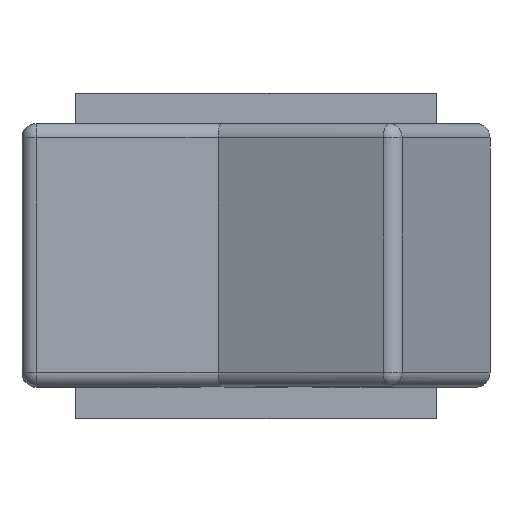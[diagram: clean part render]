
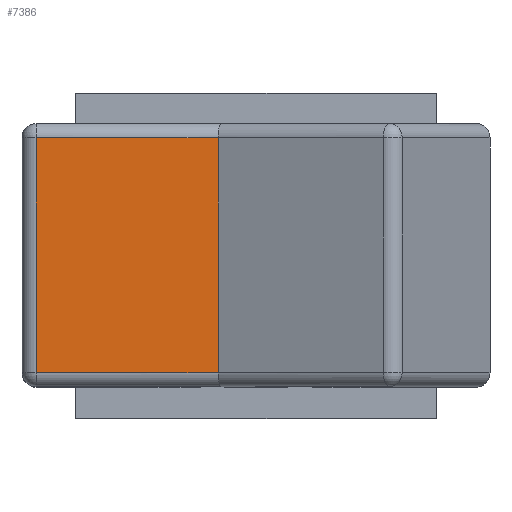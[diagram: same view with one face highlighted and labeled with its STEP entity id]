
A CAD part, top view. The second image highlights one B-rep face of the part: STEP entity #7386.
In plain terms, the highlighted planar face has unit normal (0, 0, 1).
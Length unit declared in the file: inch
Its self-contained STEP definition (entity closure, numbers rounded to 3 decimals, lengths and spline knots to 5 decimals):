
#765=FACE_OUTER_BOUND('',#1195,.T.);
#1195=EDGE_LOOP('',(#5359,#5360,#5361,#5362));
#1722=LINE('',#11270,#2432);
#1727=LINE('',#11289,#2437);
#1729=LINE('',#11293,#2439);
#1730=LINE('',#11294,#2440);
#2432=VECTOR('',#8946,0.3937);
#2437=VECTOR('',#8971,0.3937);
#2439=VECTOR('',#8975,0.3937);
#2440=VECTOR('',#8976,0.3937);
#3145=VERTEX_POINT('',#11264);
#3146=VERTEX_POINT('',#11268);
#3150=VERTEX_POINT('',#11288);
#3151=VERTEX_POINT('',#11292);
#3959=EDGE_CURVE('',#3146,#3145,#1722,.T.);
#3968=EDGE_CURVE('',#3145,#3150,#1727,.T.);
#3970=EDGE_CURVE('',#3146,#3151,#1729,.T.);
#3971=EDGE_CURVE('',#3150,#3151,#1730,.T.);
#5359=ORIENTED_EDGE('',*,*,#3959,.F.);
#5360=ORIENTED_EDGE('',*,*,#3970,.T.);
#5361=ORIENTED_EDGE('',*,*,#3971,.F.);
#5362=ORIENTED_EDGE('',*,*,#3968,.F.);
#7119=PLANE('',#7909);
#7386=ADVANCED_FACE('',(#765),#7119,.T.);
#7909=AXIS2_PLACEMENT_3D('',#11291,#8973,#8974);
#8946=DIRECTION('',(1.,0.,0.));
#8971=DIRECTION('',(0.,-1.,0.));
#8973=DIRECTION('center_axis',(0.,0.,
1.));
#8974=DIRECTION('ref_axis',(0.,-1.,0.));
#8975=DIRECTION('',(0.,-1.,0.));
#8976=DIRECTION('',(-1.,0.,0.));
#11264=CARTESIAN_POINT('',(-0.05242,0.1628,0.83879));
#11268=CARTESIAN_POINT('',(-0.30463,0.1628,0.83879));
#11270=CARTESIAN_POINT('',(-0.23651,0.1628,0.83879));
#11288=CARTESIAN_POINT('',(-0.05242,-0.1628,0.83879));
#11289=CARTESIAN_POINT('',(-0.05242,0.,0.83879));
#11291=CARTESIAN_POINT('Origin',(-0.30463,0.,
0.83879));
#11292=CARTESIAN_POINT('',(-0.30463,-0.1628,0.83879));
#11293=CARTESIAN_POINT('',(-0.30463,0.,0.83879));
#11294=CARTESIAN_POINT('',(-0.23651,-0.1628,0.83879));
